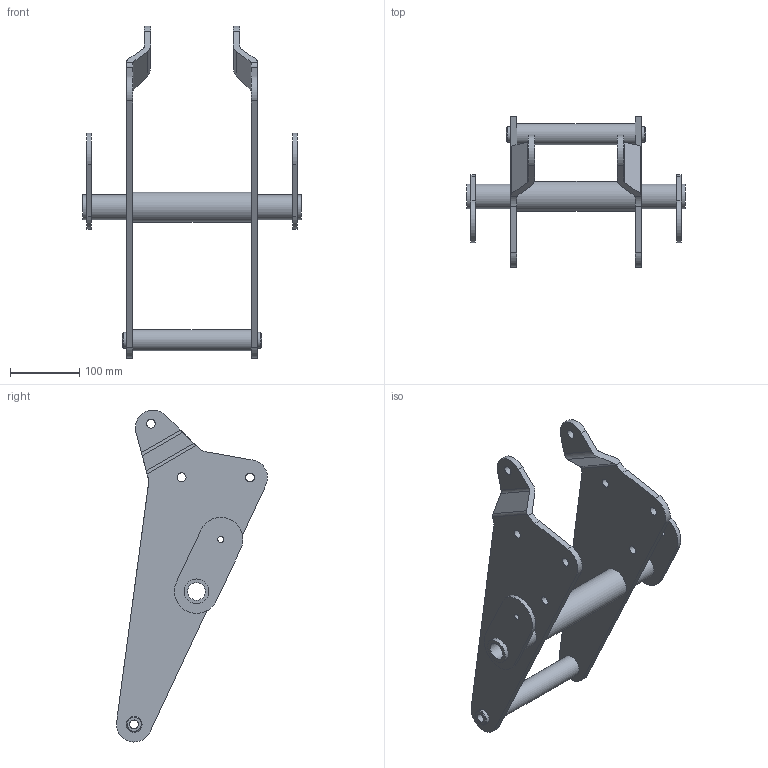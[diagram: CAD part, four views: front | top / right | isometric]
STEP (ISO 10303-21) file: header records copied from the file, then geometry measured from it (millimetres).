
FILE_DESCRIPTION( ( '' ), ' ' );
FILE_NAME( '5de63413474f5a149d7a5353.step', '2019-12-03T10:08:19', ( '' ), ( '' ), ' ', ' ', ' ' );
FILE_SCHEMA( ( 'AUTOMOTIVE_DESIGN { 1 0 10303 214 1 1 1 1 }' ) );
Length unit declared in the file: metre
Products named in the file (1): Part 5
Bounding box: 315 x 217.38 x 477.82 mm (x, y, z)
Volume: 1318740.4 mm3; surface area: 342153.7 mm2
Topology: 1 solids, 1 shells, 77 faces, 194 edges, 129 vertices
Faces by surface type: cylinder 41, plane 34, cone 2
Full cylindrical faces by diameter (mm): 8.89 x2, 12.7 x9, 22.86 x2, 25.4 x1, 30.48 x1, 35.56 x4, 43.18 x1
Entity records: 2911 total; most frequent: DIRECTION 409, CARTESIAN_POINT 383, ORIENTED_EDGE 342, EDGE_CURVE 171, AXIS2_PLACEMENT_3D 162, EDGE_LOOP 135, VERTEX_POINT 128, FACE_OUTER_BOUND 97
